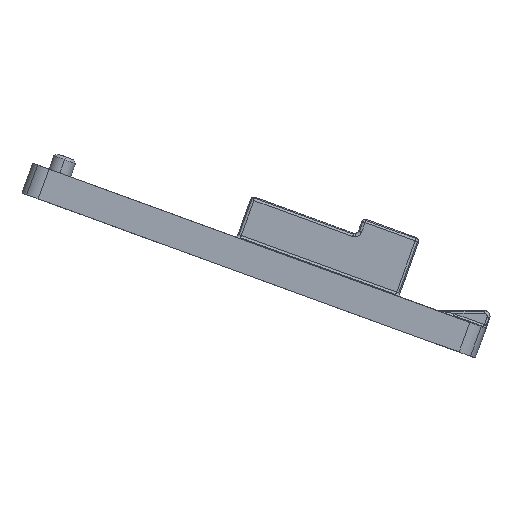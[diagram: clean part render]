
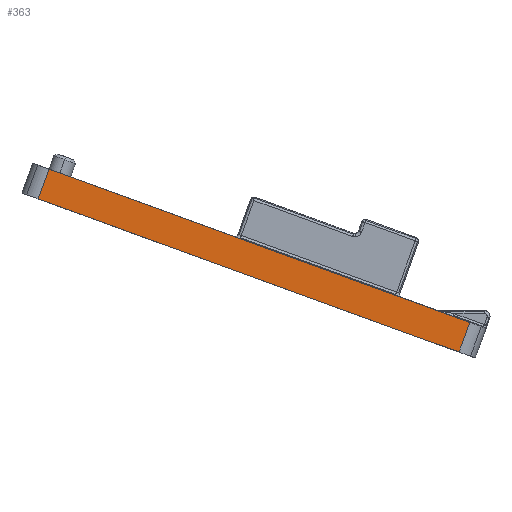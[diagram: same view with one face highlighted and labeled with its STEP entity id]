
A CAD part, left-side view. The second image highlights one B-rep face of the part: STEP entity #363.
In plain terms, the highlighted planar face has unit normal (-1, 0, 0).
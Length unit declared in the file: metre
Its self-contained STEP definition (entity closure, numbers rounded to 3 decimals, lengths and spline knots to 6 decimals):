
#363=ADVANCED_FACE('0:602',(#1011),#1012,.T.);
#1011=FACE_OUTER_BOUND('',#4721,.T.);
#1012=PLANE('',#4722);
#4721=EDGE_LOOP('',(#7285,#7286,#7287,#7288));
#4722=AXIS2_PLACEMENT_3D('',#7289,#7290,#7291);
#7285=ORIENTED_EDGE('',*,*,#7402,.F.);
#7286=ORIENTED_EDGE('',*,*,#7949,.T.);
#7287=ORIENTED_EDGE('',*,*,#8092,.F.);
#7288=ORIENTED_EDGE('',*,*,#7874,.T.);
#7289=CARTESIAN_POINT('',(-0.053246,-0.027676,-0.007351));
#7290=DIRECTION('',(-1.0,0.,0.));
#7291=DIRECTION('',(0.,-0.94,-0.342));
#7402=EDGE_CURVE('0:2159',#8269,#8271,#8272,.T.);
#7874=EDGE_CURVE('0:755',#9130,#8271,#9131,.F.);
#7949=EDGE_CURVE('0:1019',#8269,#9239,#9241,.F.);
#8092=EDGE_CURVE('0:1574',#9130,#9239,#9436,.T.);
#8269=VERTEX_POINT('',#9644);
#8271=VERTEX_POINT('',#9646);
#8272=LINE('',#9647,#9648);
#9130=VERTEX_POINT('',#10947);
#9131=LINE('',#10948,#10949);
#9239=VERTEX_POINT('',#11157);
#9241=LINE('',#11159,#11160);
#9436=LINE('',#11637,#11638);
#9644=CARTESIAN_POINT('',(-0.053246,0.008361,-0.000833));
#9646=CARTESIAN_POINT('',(-0.053246,0.006479,0.004337));
#9647=CARTESIAN_POINT('',(-0.053246,0.006241,0.004993));
#9648=VECTOR('',#11931,1.0);
#10947=CARTESIAN_POINT('',(-0.053246,-0.066815,-0.02234));
#10948=CARTESIAN_POINT('',(-0.053246,-0.029953,-0.008923));
#10949=VECTOR('',#12843,1.0);
#11157=CARTESIAN_POINT('',(-0.053246,-0.064933,-0.02751));
#11159=CARTESIAN_POINT('',(-0.053246,-0.046212,-0.020696));
#11160=VECTOR('',#12971,1.0);
#11637=CARTESIAN_POINT('',(-0.053246,-0.067054,-0.021684));
#11638=VECTOR('',#13227,1.0);
#11931=DIRECTION('',(0.,-0.342,0.94));
#12843=DIRECTION('',(0.,-0.94,-0.342));
#12971=DIRECTION('',(0.,0.94,0.342));
#13227=DIRECTION('',(0.,0.342,-0.94));
